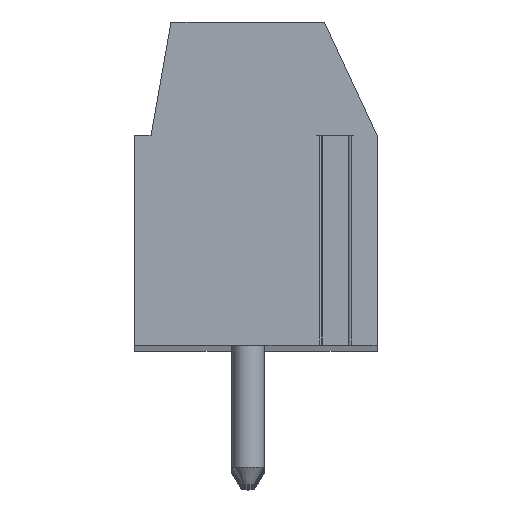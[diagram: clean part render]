
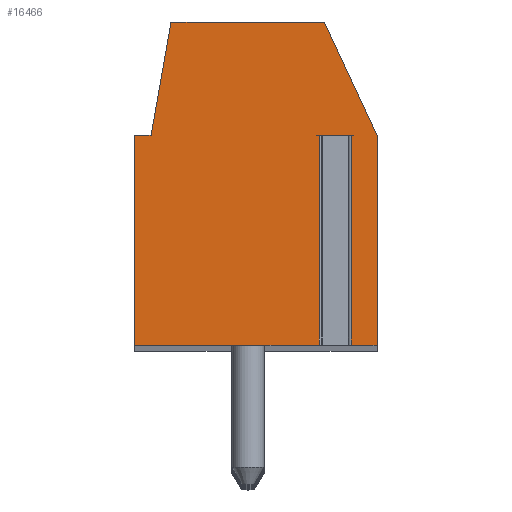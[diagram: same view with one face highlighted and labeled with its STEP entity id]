
A CAD part, top view. The second image highlights one B-rep face of the part: STEP entity #16466.
In plain terms, the highlighted planar face has unit normal (0, 0, 1).
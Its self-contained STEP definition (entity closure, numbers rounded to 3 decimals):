
#381=DIRECTION('',(-1.,0.,0.));
#382=VECTOR('',#381,0.996);
#383=CARTESIAN_POINT('',(2.948,1.5,107.5));
#384=LINE('',#383,#382);
#385=DIRECTION('',(0.,-1.,0.));
#386=VECTOR('',#385,6.5);
#387=CARTESIAN_POINT('',(1.952,1.5,107.5));
#388=LINE('',#387,#386);
#389=DIRECTION('',(1.,0.,0.));
#390=VECTOR('',#389,5.702);
#391=CARTESIAN_POINT('',(-3.75,-5.,107.5));
#392=LINE('',#391,#390);
#393=DIRECTION('',(0.,-1.,0.));
#394=VECTOR('',#393,6.5);
#395=CARTESIAN_POINT('',(-3.75,1.5,107.5));
#396=LINE('',#395,#394);
#397=DIRECTION('',(-1.,0.,0.));
#398=VECTOR('',#397,0.5);
#399=CARTESIAN_POINT('',(-3.25,1.5,107.5));
#400=LINE('',#399,#398);
#401=DIRECTION('',(-0.174,-0.985,0.));
#402=VECTOR('',#401,3.554);
#403=CARTESIAN_POINT('',(-2.633,5.,107.5));
#404=LINE('',#403,#402);
#405=DIRECTION('',(-1.,0.,0.));
#406=VECTOR('',#405,4.751);
#407=CARTESIAN_POINT('',(2.118,5.,107.5));
#408=LINE('',#407,#406);
#409=DIRECTION('',(-0.423,0.906,0.));
#410=VECTOR('',#409,3.862);
#411=CARTESIAN_POINT('',(3.75,1.5,107.5));
#412=LINE('',#411,#410);
#413=DIRECTION('',(0.,1.,0.));
#414=VECTOR('',#413,6.5);
#415=CARTESIAN_POINT('',(3.75,-5.,107.5));
#416=LINE('',#415,#414);
#417=DIRECTION('',(1.,0.,0.));
#418=VECTOR('',#417,0.802);
#419=CARTESIAN_POINT('',(2.948,-5.,107.5));
#420=LINE('',#419,#418);
#421=DIRECTION('',(0.,-1.,0.));
#422=VECTOR('',#421,6.5);
#423=CARTESIAN_POINT('',(2.948,1.5,107.5));
#424=LINE('',#423,#422);
#12727=CARTESIAN_POINT('',(3.75,-5.,107.5));
#12728=CARTESIAN_POINT('',(3.75,1.5,107.5));
#12729=VERTEX_POINT('',#12727);
#12730=VERTEX_POINT('',#12728);
#12731=CARTESIAN_POINT('',(2.118,5.,107.5));
#12732=VERTEX_POINT('',#12731);
#12733=CARTESIAN_POINT('',(-2.633,5.,107.5));
#12734=VERTEX_POINT('',#12733);
#12735=CARTESIAN_POINT('',(-3.25,1.5,107.5));
#12736=VERTEX_POINT('',#12735);
#12737=CARTESIAN_POINT('',(-3.75,1.5,107.5));
#12738=VERTEX_POINT('',#12737);
#12739=CARTESIAN_POINT('',(-3.75,-5.,107.5));
#12740=VERTEX_POINT('',#12739);
#12785=CARTESIAN_POINT('',(2.948,1.5,107.5));
#12786=CARTESIAN_POINT('',(1.952,1.5,107.5));
#12787=VERTEX_POINT('',#12785);
#12788=VERTEX_POINT('',#12786);
#12789=CARTESIAN_POINT('',(2.948,-5.,
107.5));
#12790=VERTEX_POINT('',#12789);
#12791=CARTESIAN_POINT('',(1.952,-5.,
107.5));
#12792=VERTEX_POINT('',#12791);
#16440=CARTESIAN_POINT('',(0.,0.,107.5));
#16441=DIRECTION('',(0.,0.,1.));
#16442=DIRECTION('',(1.,0.,0.));
#16443=AXIS2_PLACEMENT_3D('',#16440,#16441,#16442);
#16444=PLANE('',#16443);
#16446=ORIENTED_EDGE('',*,*,#16445,.T.);
#16448=ORIENTED_EDGE('',*,*,#16447,.T.);
#16449=ORIENTED_EDGE('',*,*,#16276,.F.);
#16451=ORIENTED_EDGE('',*,*,#16450,.F.);
#16453=ORIENTED_EDGE('',*,*,#16452,.F.);
#16455=ORIENTED_EDGE('',*,*,#16454,.F.);
#16457=ORIENTED_EDGE('',*,*,#16456,.F.);
#16459=ORIENTED_EDGE('',*,*,#16458,.F.);
#16461=ORIENTED_EDGE('',*,*,#16460,.F.);
#16462=ORIENTED_EDGE('',*,*,#16255,.F.);
#16463=ORIENTED_EDGE('',*,*,#16430,.F.);
#16464=EDGE_LOOP('',(#16446,#16448,#16449,#16451,#16453,#16455,#16457,#16459,
#16461,#16462,#16463));
#16465=FACE_OUTER_BOUND('',#16464,.F.);
#16255=EDGE_CURVE('',#12790,#12729,#420,.T.);
#16276=EDGE_CURVE('',#12740,#12792,#392,.T.);
#16430=EDGE_CURVE('',#12787,#12790,#424,.T.);
#16445=EDGE_CURVE('',#12787,#12788,#384,.T.);
#16447=EDGE_CURVE('',#12788,#12792,#388,.T.);
#16450=EDGE_CURVE('',#12738,#12740,#396,.T.);
#16452=EDGE_CURVE('',#12736,#12738,#400,.T.);
#16454=EDGE_CURVE('',#12734,#12736,#404,.T.);
#16456=EDGE_CURVE('',#12732,#12734,#408,.T.);
#16458=EDGE_CURVE('',#12730,#12732,#412,.T.);
#16460=EDGE_CURVE('',#12729,#12730,#416,.T.);
#16466=ADVANCED_FACE('',(#16465),#16444,.T.);
